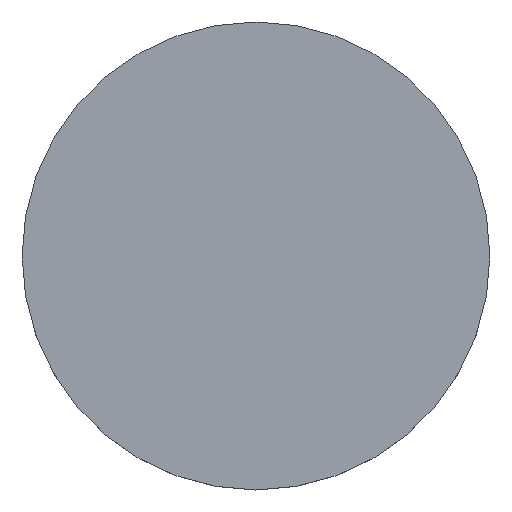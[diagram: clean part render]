
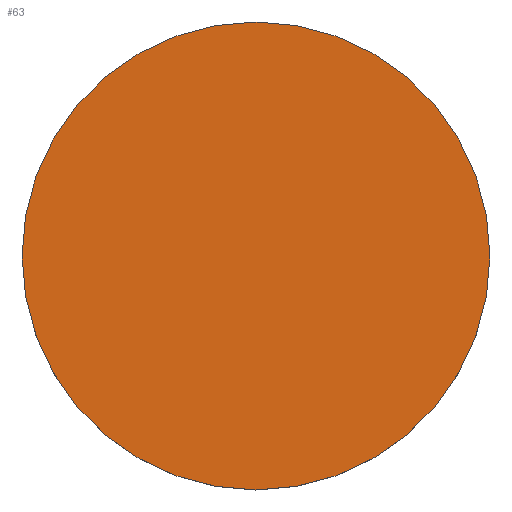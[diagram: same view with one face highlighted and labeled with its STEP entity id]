
A CAD part, top view. The second image highlights one B-rep face of the part: STEP entity #63.
In plain terms, the highlighted planar face has unit normal (0, 0, 1).
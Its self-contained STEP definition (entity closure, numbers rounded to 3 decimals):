
#2 = CARTESIAN_POINT ( 'NONE',  ( -12.7, 0., 3.2 ) ) ;
#5 = EDGE_CURVE ( 'NONE', #46, #86, #42, .T. ) ;
#14 = EDGE_CURVE ( 'NONE', #86, #46, #198, .T. ) ;
#19 = DIRECTION ( 'NONE',  ( 0., 0., -1. ) ) ;
#39 = FACE_OUTER_BOUND ( 'NONE', #130, .T. ) ;
#42 = CIRCLE ( 'NONE', #51, 12.7 ) ;
#46 = VERTEX_POINT ( 'NONE', #112 ) ;
#51 = AXIS2_PLACEMENT_3D ( 'NONE', #200, #108, #168 ) ;
#56 = DIRECTION ( 'NONE',  ( 1., 0., 0. ) ) ;
#60 = ORIENTED_EDGE ( 'NONE', *, *, #5, .F. ) ;
#63 = ADVANCED_FACE ( 'NONE', ( #39 ), #70, .T. ) ;
#69 = CARTESIAN_POINT ( 'NONE',  ( 0., 26.112, 3.2 ) ) ;
#70 = PLANE ( 'NONE',  #101 ) ;
#76 = ORIENTED_EDGE ( 'NONE', *, *, #14, .F. ) ;
#86 = VERTEX_POINT ( 'NONE', #2 ) ;
#95 = DIRECTION ( 'NONE',  ( 0., 0., 1. ) ) ;
#101 = AXIS2_PLACEMENT_3D ( 'NONE', #69, #95, #116 ) ;
#108 = DIRECTION ( 'NONE',  ( 0., 0., -1. ) ) ;
#112 = CARTESIAN_POINT ( 'NONE',  ( 12.7, 0., 3.2 ) ) ;
#116 = DIRECTION ( 'NONE',  ( 1., 0., 0. ) ) ;
#130 = EDGE_LOOP ( 'NONE', ( #60, #76 ) ) ;
#167 = CARTESIAN_POINT ( 'NONE',  ( 0., 0., 3.2 ) ) ;
#168 = DIRECTION ( 'NONE',  ( 1., 0., 0. ) ) ;
#198 = CIRCLE ( 'NONE', #212, 12.7 ) ;
#200 = CARTESIAN_POINT ( 'NONE',  ( 0., 0., 3.2 ) ) ;
#212 = AXIS2_PLACEMENT_3D ( 'NONE', #167, #19, #56 ) ;
